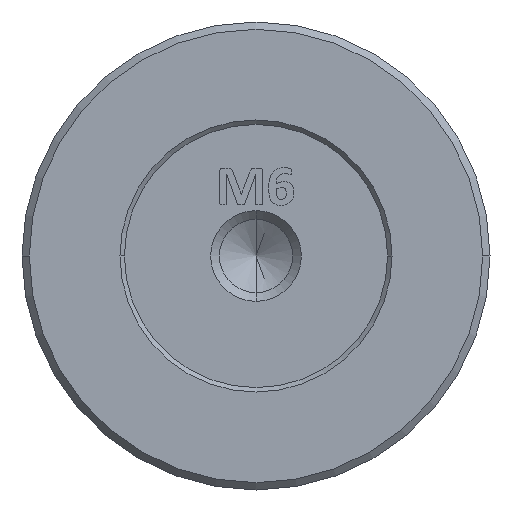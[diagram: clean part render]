
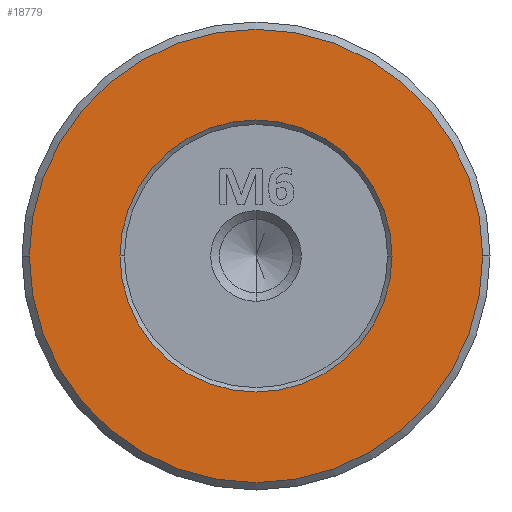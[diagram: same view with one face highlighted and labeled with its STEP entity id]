
A CAD part, left-side view. The second image highlights one B-rep face of the part: STEP entity #18779.
In plain terms, the highlighted planar face has unit normal (-1, 0, 0).
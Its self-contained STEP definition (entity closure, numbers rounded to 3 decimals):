
#581 = AXIS2_PLACEMENT_3D ( 'NONE', #25222, #24920, #11374 ) ;
#3922 = VERTEX_POINT ( 'NONE', #20510 ) ;
#4440 = DIRECTION ( 'NONE',  ( -1., 0., 0. ) ) ;
#5967 = DIRECTION ( 'NONE',  ( 0., 1., 0. ) ) ;
#6299 = AXIS2_PLACEMENT_3D ( 'NONE', #15106, #10840, #6425 ) ;
#6425 = DIRECTION ( 'NONE',  ( 0., -1., 0. ) ) ;
#7132 = VERTEX_POINT ( 'NONE', #22777 ) ;
#7145 = AXIS2_PLACEMENT_3D ( 'NONE', #25291, #4440, #20884 ) ;
#9144 = CARTESIAN_POINT ( 'NONE',  ( -98.996, 20.847, -1.811 ) ) ;
#10378 = CARTESIAN_POINT ( 'NONE',  ( -98.996, 5.347, -1.811 ) ) ;
#10840 = DIRECTION ( 'NONE',  ( -1., 0., 0. ) ) ;
#10923 = EDGE_LOOP ( 'NONE', ( #11576, #22516 ) ) ;
#11062 = CARTESIAN_POINT ( 'NONE',  ( -98.996, 5.347, -1.811 ) ) ;
#11374 = DIRECTION ( 'NONE',  ( 0., -1., 0. ) ) ;
#11576 = ORIENTED_EDGE ( 'NONE', *, *, #22920, .T. ) ;
#11670 = EDGE_CURVE ( 'NONE', #18334, #16921, #19434, .T. ) ;
#13274 = DIRECTION ( 'NONE',  ( -1., 0., 0. ) ) ;
#14382 = ORIENTED_EDGE ( 'NONE', *, *, #11670, .T. ) ;
#14517 = AXIS2_PLACEMENT_3D ( 'NONE', #10378, #13274, #5967 ) ;
#14697 = CARTESIAN_POINT ( 'NONE',  ( -98.996, -10.153, -1.811 ) ) ;
#15106 = CARTESIAN_POINT ( 'NONE',  ( -98.996, 5.347, -1.811 ) ) ;
#16921 = VERTEX_POINT ( 'NONE', #9144 ) ;
#17702 = FACE_BOUND ( 'NONE', #10923, .T. ) ;
#18002 = PLANE ( 'NONE',  #14517 ) ;
#18334 = VERTEX_POINT ( 'NONE', #14697 ) ;
#18779 = ADVANCED_FACE ( 'NONE', ( #17702, #28944 ), #18002, .T. ) ;
#18799 = ORIENTED_EDGE ( 'NONE', *, *, #19934, .T. ) ;
#19434 = CIRCLE ( 'NONE', #6299, 15.5 ) ;
#19934 = EDGE_CURVE ( 'NONE', #16921, #18334, #29509, .T. ) ;
#20510 = CARTESIAN_POINT ( 'NONE',  ( -98.996, 14.647, -1.811 ) ) ;
#20884 = DIRECTION ( 'NONE',  ( 0., -1., 0. ) ) ;
#21963 = CIRCLE ( 'NONE', #581, 9.3 ) ;
#22516 = ORIENTED_EDGE ( 'NONE', *, *, #23612, .T. ) ;
#22777 = CARTESIAN_POINT ( 'NONE',  ( -98.996, -3.953, -1.811 ) ) ;
#22801 = DIRECTION ( 'NONE',  ( 0., -1., 0. ) ) ;
#22920 = EDGE_CURVE ( 'NONE', #7132, #3922, #28067, .T. ) ;
#22957 = DIRECTION ( 'NONE',  ( 1., 0., 0. ) ) ;
#23612 = EDGE_CURVE ( 'NONE', #3922, #7132, #21963, .T. ) ;
#24920 = DIRECTION ( 'NONE',  ( 1., 0., 0. ) ) ;
#25222 = CARTESIAN_POINT ( 'NONE',  ( -98.996, 5.347, -1.811 ) ) ;
#25291 = CARTESIAN_POINT ( 'NONE',  ( -98.996, 5.347, -1.811 ) ) ;
#28067 = CIRCLE ( 'NONE', #28552, 9.3 ) ;
#28552 = AXIS2_PLACEMENT_3D ( 'NONE', #11062, #22957, #22801 ) ;
#28944 = FACE_OUTER_BOUND ( 'NONE', #29439, .T. ) ;
#29439 = EDGE_LOOP ( 'NONE', ( #18799, #14382 ) ) ;
#29509 = CIRCLE ( 'NONE', #7145, 15.5 ) ;
